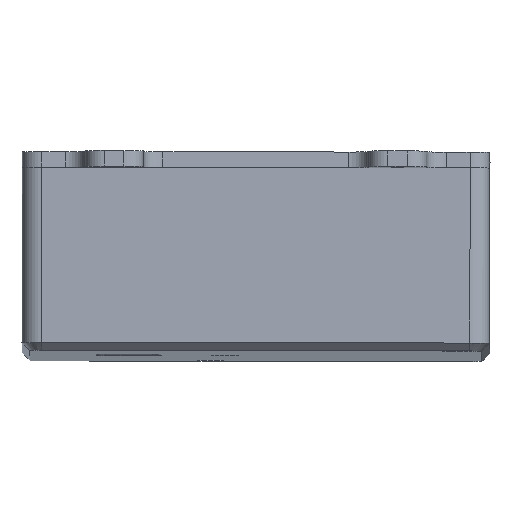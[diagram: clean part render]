
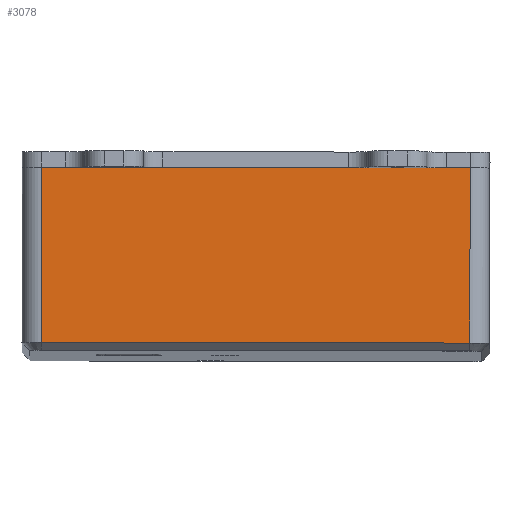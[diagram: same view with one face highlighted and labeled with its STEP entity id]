
A CAD part, left-side view. The second image highlights one B-rep face of the part: STEP entity #3078.
In plain terms, the highlighted face is planar.
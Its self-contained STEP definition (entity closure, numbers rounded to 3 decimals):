
#114=PLANE('',#3366);
#322=LINE('',#4875,#582);
#327=LINE('',#4891,#587);
#328=LINE('',#4894,#588);
#329=LINE('',#4895,#589);
#582=VECTOR('',#3906,10.);
#587=VECTOR('',#3925,10.);
#588=VECTOR('',#3928,10.);
#589=VECTOR('',#3929,10.);
#886=FACE_OUTER_BOUND('',#1075,.T.);
#1075=EDGE_LOOP('',(#2373,#2374,#2375,#2376));
#1496=VERTEX_POINT('',#4851);
#1500=VERTEX_POINT('',#4869);
#1505=VERTEX_POINT('',#4889);
#1506=VERTEX_POINT('',#4893);
#1825=EDGE_CURVE('',#1496,#1500,#322,.T.);
#1833=EDGE_CURVE('',#1505,#1496,#327,.T.);
#1834=EDGE_CURVE('',#1505,#1506,#328,.T.);
#1835=EDGE_CURVE('',#1500,#1506,#329,.T.);
#2373=ORIENTED_EDGE('',*,*,#1833,.F.);
#2374=ORIENTED_EDGE('',*,*,#1834,.T.);
#2375=ORIENTED_EDGE('',*,*,#1835,.F.);
#2376=ORIENTED_EDGE('',*,*,#1825,.F.);
#3078=ADVANCED_FACE('',(#886),#114,.T.);
#3366=AXIS2_PLACEMENT_3D('',#4892,#3926,#3927);
#3906=DIRECTION('',(0.,1.,0.));
#3925=DIRECTION('',(-0.003,0.,-1.));
#3926=DIRECTION('center_axis',(-1.,0.,0.003));
#3927=DIRECTION('ref_axis',(0.,1.,0.));
#3928=DIRECTION('',(0.,1.,0.));
#3929=DIRECTION('',(0.003,0.,1.));
#4851=CARTESIAN_POINT('',(-128.54,-122.443,8.547));
#4869=CARTESIAN_POINT('',(-128.54,-12.474,8.509));
#4875=CARTESIAN_POINT('',(-128.54,-97.451,8.539));
#4889=CARTESIAN_POINT('',(-128.394,-122.428,53.547));
#4891=CARTESIAN_POINT('',(-128.54,-122.443,8.547));
#4892=CARTESIAN_POINT('Origin',(-128.54,-127.443,8.549));
#4893=CARTESIAN_POINT('',(-128.394,-12.459,53.509));
#4894=CARTESIAN_POINT('',(-128.394,-69.943,53.529));
#4895=CARTESIAN_POINT('',(-128.54,-12.474,8.509));
